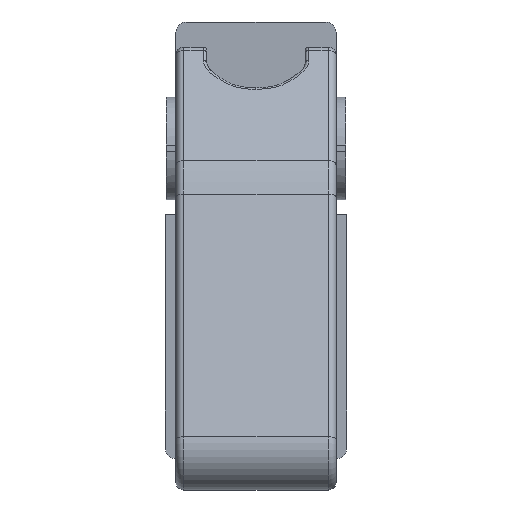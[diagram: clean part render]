
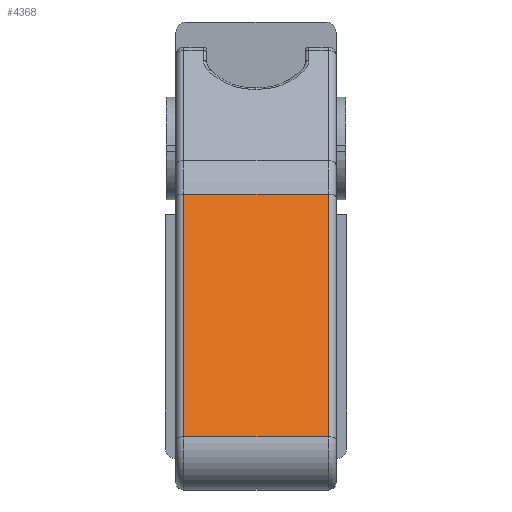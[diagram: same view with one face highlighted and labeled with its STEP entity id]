
A CAD part, top view. The second image highlights one B-rep face of the part: STEP entity #4368.
In plain terms, the highlighted face is planar.
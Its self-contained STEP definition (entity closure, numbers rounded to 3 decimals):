
#320=FACE_OUTER_BOUND('',#576,.T.);
#576=EDGE_LOOP('',(#3295,#3296,#3297,#3298));
#1249=LINE('',#8710,#1552);
#1257=LINE('',#8861,#1560);
#1258=LINE('',#8865,#1561);
#1259=LINE('',#8866,#1562);
#1552=VECTOR('',#5456,10.);
#1560=VECTOR('',#5482,10.);
#1561=VECTOR('',#5487,10.);
#1562=VECTOR('',#5488,10.);
#1889=VERTEX_POINT('',#8704);
#1890=VERTEX_POINT('',#8708);
#1894=VERTEX_POINT('',#8860);
#1895=VERTEX_POINT('',#8864);
#2404=EDGE_CURVE('',#1889,#1890,#1249,.T.);
#2415=EDGE_CURVE('',#1894,#1890,#1257,.T.);
#2417=EDGE_CURVE('',#1895,#1889,#1258,.T.);
#2418=EDGE_CURVE('',#1894,#1895,#1259,.T.);
#3295=ORIENTED_EDGE('',*,*,#2404,.F.);
#3296=ORIENTED_EDGE('',*,*,#2417,.F.);
#3297=ORIENTED_EDGE('',*,*,#2418,.F.);
#3298=ORIENTED_EDGE('',*,*,#2415,.T.);
#4231=PLANE('',#4703);
#4368=ADVANCED_FACE('',(#320),#4231,.T.);
#4703=AXIS2_PLACEMENT_3D('',#8863,#5485,#5486);
#5456=DIRECTION('',(0.,0.318,0.948));
#5482=DIRECTION('',(1.,0.,0.));
#5485=DIRECTION('center_axis',(0.,0.948,-0.318));
#5486=DIRECTION('ref_axis',(0.,0.318,0.948));
#5487=DIRECTION('',(1.,0.,0.));
#5488=DIRECTION('',(0.,-0.318,-0.948));
#8704=CARTESIAN_POINT('',(6.75,52.584,-13.725));
#8708=CARTESIAN_POINT('',(6.75,60.204,9.003));
#8710=CARTESIAN_POINT('',(6.75,53.297,-11.6));
#8860=CARTESIAN_POINT('',(-6.75,60.204,9.003));
#8861=CARTESIAN_POINT('',(-7.5,60.204,9.003));
#8863=CARTESIAN_POINT('Origin',(-7.5,52.584,-13.725));
#8864=CARTESIAN_POINT('',(-6.75,52.584,-13.725));
#8865=CARTESIAN_POINT('',(-7.5,52.584,-13.725));
#8866=CARTESIAN_POINT('',(-6.75,53.297,-11.6));
